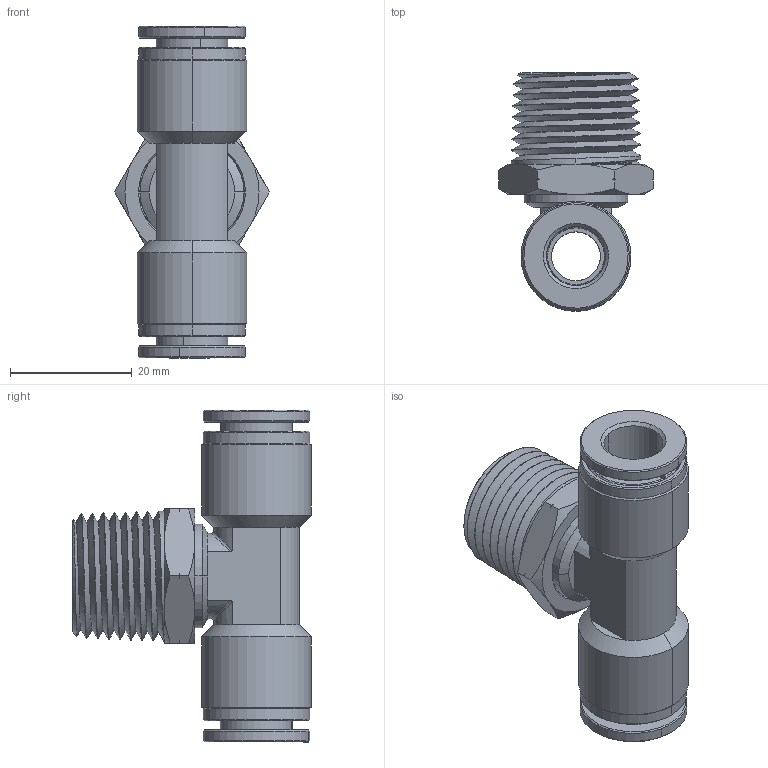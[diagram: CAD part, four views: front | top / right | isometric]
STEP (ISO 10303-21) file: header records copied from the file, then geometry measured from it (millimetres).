
FILE_DESCRIPTION (( 'STEP AP214' ), '1' );
FILE_NAME ('BTS3-8N1-2W.STEP', '2018-07-24T19:21:10', ( '' ), ( '' ), 'SwSTEP 2.0', 'SolidWorks 2016', '' );
FILE_SCHEMA (( 'AUTOMOTIVE_DESIGN' ));
Length unit declared in the file: millimetre
Products named in the file (1): BTS3-8N1-2W
Bounding box: 25.4 x 39.12 x 54.44 mm (x, y, z)
Volume: 11843.6 mm3; surface area: 16074.6 mm2
Topology: 12 solids, 12 shells, 908 faces, 2486 edges, 1615 vertices
Faces by surface type: plane 323, cone 313, cylinder 154, bspline 114, torus 4
Entity records: 45388 total; most frequent: CARTESIAN_POINT 13923, ORIENTED_EDGE 4968, DIRECTION 3868, EDGE_CURVE 2484, VERTEX_POINT 1615, AXIS2_PLACEMENT_3D 1568, B_SPLINE_CURVE_WITH_KNOTS 950, EDGE_LOOP 949
